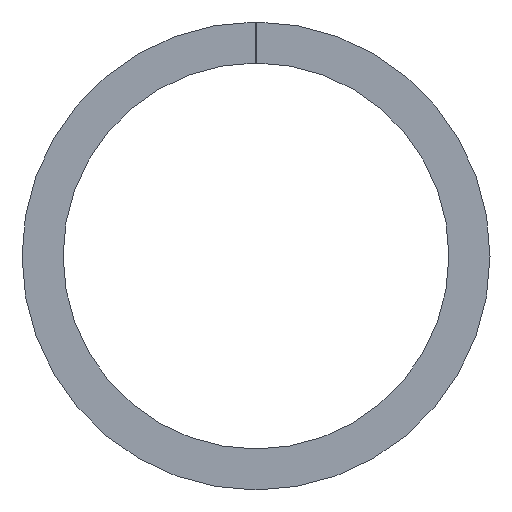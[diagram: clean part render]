
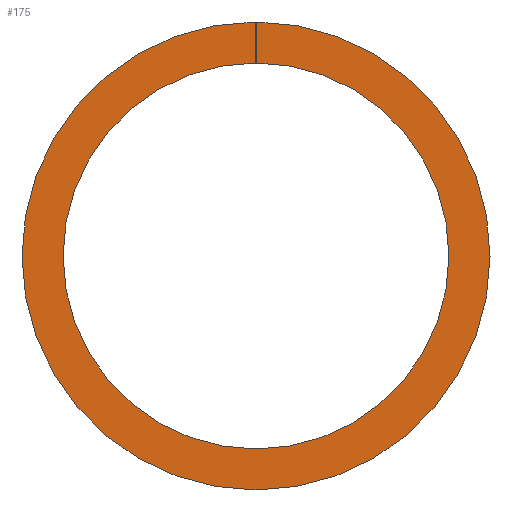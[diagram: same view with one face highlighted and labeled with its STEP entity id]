
A CAD part, front view. The second image highlights one B-rep face of the part: STEP entity #175.
In plain terms, the highlighted planar face has unit normal (0, -1, 0).
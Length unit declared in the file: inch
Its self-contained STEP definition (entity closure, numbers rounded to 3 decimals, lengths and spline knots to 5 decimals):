
#35=CARTESIAN_POINT('',(-0.002,-3.,0.4375));
#36=VERTEX_POINT('',#35);
#43=CARTESIAN_POINT('',(0.002,-3.,0.4375));
#44=VERTEX_POINT('',#43);
#45=CARTESIAN_POINT('',(0.,-3.,0.));
#46=DIRECTION('',(0.,-1.,0.));
#47=DIRECTION('',(1.,0.,0.));
#48=AXIS2_PLACEMENT_3D('',#45,#46,#47);
#49=CIRCLE('',#48,0.4375);
#50=EDGE_CURVE('',#36,#44,#49,.T.);
#74=CARTESIAN_POINT('',(-0.002,-3.,0.5305));
#75=VERTEX_POINT('',#74);
#82=CARTESIAN_POINT('',(-0.002,-3.,0.4375));
#83=DIRECTION('',(0.,0.,-1.));
#84=VECTOR('',#83,1.);
#85=LINE('',#82,#84);
#86=EDGE_CURVE('',#75,#36,#85,.T.);
#106=CARTESIAN_POINT('',(0.002,-3.,0.5305));
#107=VERTEX_POINT('',#106);
#114=CARTESIAN_POINT('',(0.,-3.,0.));
#115=DIRECTION('',(0.,1.,0.));
#116=DIRECTION('',(1.,0.,0.));
#117=AXIS2_PLACEMENT_3D('',#114,#115,#116);
#118=CIRCLE('',#117,0.5305);
#119=EDGE_CURVE('',#107,#75,#118,.T.);
#137=CARTESIAN_POINT('',(0.002,-3.,0.4375));
#138=DIRECTION('',(0.,0.,1.));
#139=VECTOR('',#138,1.);
#140=LINE('',#137,#139);
#141=EDGE_CURVE('',#44,#107,#140,.T.);
#164=ORIENTED_EDGE('',*,*,#119,.F.);
#165=ORIENTED_EDGE('',*,*,#141,.F.);
#166=ORIENTED_EDGE('',*,*,#50,.F.);
#167=ORIENTED_EDGE('',*,*,#86,.F.);
#168=EDGE_LOOP('',(#164,#165,#166,#167));
#169=FACE_OUTER_BOUND('',#168,.T.);
#170=CARTESIAN_POINT('',(0.002,-3.,0.46654));
#171=DIRECTION('',(0.,1.,0.));
#172=DIRECTION('',(-1.,0.,0.));
#173=AXIS2_PLACEMENT_3D('',#170,#171,#172);
#174=PLANE('',#173);
#175=ADVANCED_FACE('',(#169),#174,.F.);
